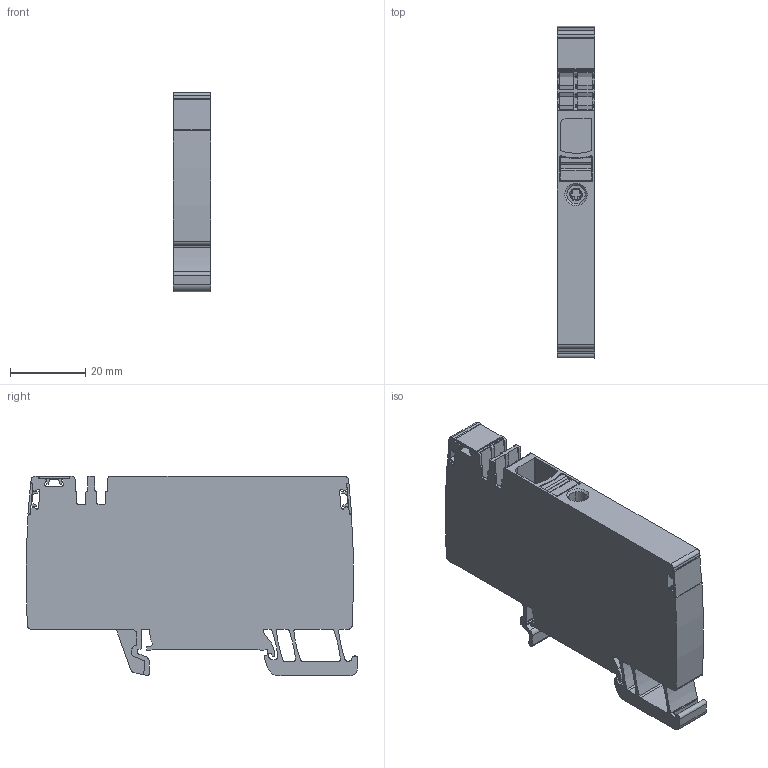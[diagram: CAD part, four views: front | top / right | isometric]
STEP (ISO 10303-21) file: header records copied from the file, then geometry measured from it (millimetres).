
FILE_DESCRIPTION(('CATIA V5R22 STEP214','CAx-IF Rec.Pracs.--- Model Styling and Organization---1.4--- 2014-01-23'),'2;1');
FILE_NAME ('1135656-1_1', '2019-07-10T05:23:05+00:00', ('Weidmueller Interface'), ('Weidmueller'), 'CATIA Version 5-6 Release 2016 SP3 HF44', 'CATIA V5 STEP AP214', 'none');
FILE_SCHEMA(('AUTOMOTIVE_DESIGN { 1 0 10303 214 1 1 1 1 }'));
Length unit declared in the file: millimetre
Products named in the file (1): 2675450000_AAP12_10_LO_DL_BL-OR
Bounding box: 10 x 88.35 x 53.19 mm (x, y, z)
Volume: 36229.9 mm3; surface area: 13977.5 mm2
Topology: 5 solids, 5 shells, 506 faces, 1494 edges, 1009 vertices
Faces by surface type: plane 293, cylinder 178, extrusion 31, cone 4
Entity records: 16780 total; most frequent: CARTESIAN_POINT 3906, ORIENTED_EDGE 2988, DIRECTION 2112, EDGE_CURVE 1494, VECTOR 1084, LINE 1053, VERTEX_POINT 1009, AXIS2_PLACEMENT_3D 689
